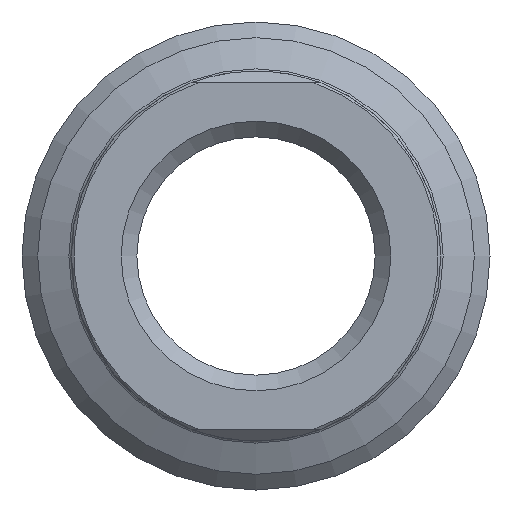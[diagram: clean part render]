
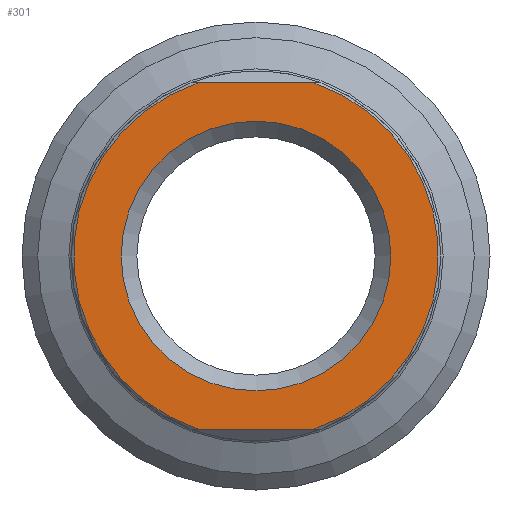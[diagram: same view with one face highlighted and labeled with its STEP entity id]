
A CAD part, left-side view. The second image highlights one B-rep face of the part: STEP entity #301.
In plain terms, the highlighted planar face has unit normal (-1, 0, 0).
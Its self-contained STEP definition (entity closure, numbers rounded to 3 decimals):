
#17=FACE_BOUND('',#83,.T.);
#30=CIRCLE('',#341,23.2);
#36=CIRCLE('',#351,23.2);
#37=CIRCLE('',#353,17.146);
#64=FACE_OUTER_BOUND('',#82,.T.);
#82=EDGE_LOOP('',(#246,#247,#248,#249));
#83=EDGE_LOOP('',(#250));
#92=LINE('',#483,#108);
#96=LINE('',#502,#112);
#108=VECTOR('',#379,10.);
#112=VECTOR('',#389,10.);
#127=VERTEX_POINT('',#478);
#128=VERTEX_POINT('',#482);
#133=VERTEX_POINT('',#497);
#134=VERTEX_POINT('',#501);
#144=VERTEX_POINT('',#538);
#157=EDGE_CURVE('',#128,#127,#92,.T.);
#164=EDGE_CURVE('',#134,#133,#96,.T.);
#173=EDGE_CURVE('',#128,#133,#30,.T.);
#181=EDGE_CURVE('',#134,#127,#36,.T.);
#182=EDGE_CURVE('',#144,#144,#37,.T.);
#246=ORIENTED_EDGE('',*,*,#157,.T.);
#247=ORIENTED_EDGE('',*,*,#181,.F.);
#248=ORIENTED_EDGE('',*,*,#164,.T.);
#249=ORIENTED_EDGE('',*,*,#173,.F.);
#250=ORIENTED_EDGE('',*,*,#182,.F.);
#290=PLANE('',#352);
#301=ADVANCED_FACE('',(#64,#17),#290,.T.);
#341=AXIS2_PLACEMENT_3D('',#519,#406,#407);
#351=AXIS2_PLACEMENT_3D('',#536,#428,#429);
#352=AXIS2_PLACEMENT_3D('',#537,#430,#431);
#353=AXIS2_PLACEMENT_3D('',#539,#432,#433);
#379=DIRECTION('',(0.,1.,0.));
#389=DIRECTION('',(0.,-1.,0.));
#406=DIRECTION('center_axis',(1.,0.,0.));
#407=DIRECTION('ref_axis',(0.,-1.,0.));
#428=DIRECTION('center_axis',(1.,0.,0.));
#429=DIRECTION('ref_axis',(0.,-1.,0.));
#430=DIRECTION('center_axis',(-1.,0.,0.));
#431=DIRECTION('ref_axis',(0.,0.,1.));
#432=DIRECTION('center_axis',(-1.,0.,0.));
#433=DIRECTION('ref_axis',(0.,0.,-1.));
#478=CARTESIAN_POINT('',(-32.5,7.365,22.));
#482=CARTESIAN_POINT('',(-32.5,-7.365,22.));
#483=CARTESIAN_POINT('',(-32.5,-7.236,22.));
#497=CARTESIAN_POINT('',(-32.5,-7.365,-22.));
#501=CARTESIAN_POINT('',(-32.5,7.365,-22.));
#502=CARTESIAN_POINT('',(-32.5,31.431,-22.));
#519=CARTESIAN_POINT('Origin',(-32.5,0.,0.));
#536=CARTESIAN_POINT('Origin',(-32.5,0.,0.));
#537=CARTESIAN_POINT('Origin',(-32.5,23.5,0.));
#538=CARTESIAN_POINT('',(-32.5,0.,17.146));
#539=CARTESIAN_POINT('Origin',(-32.5,0.,0.));
